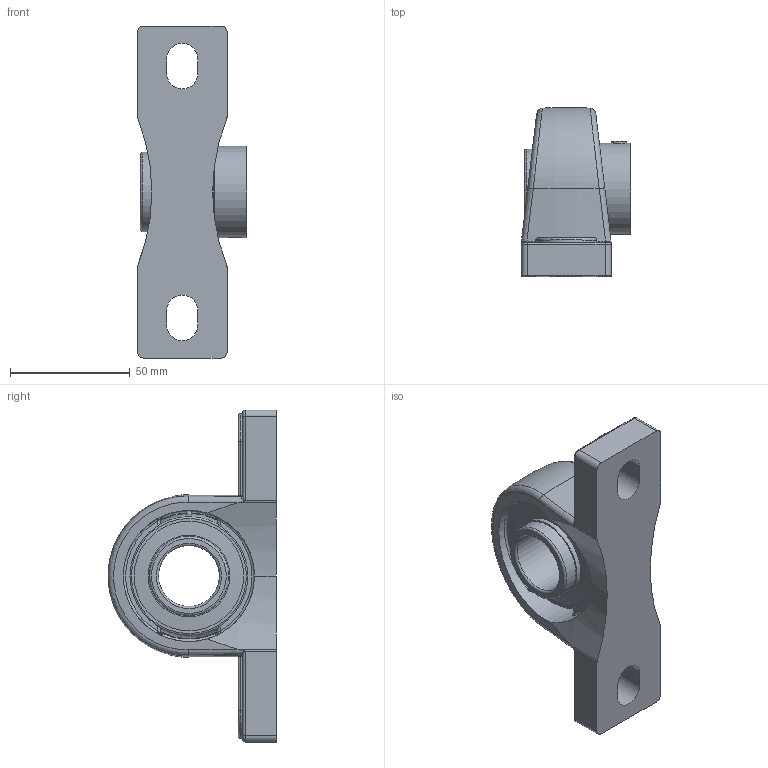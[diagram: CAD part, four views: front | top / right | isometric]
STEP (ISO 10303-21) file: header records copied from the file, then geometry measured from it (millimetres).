
FILE_DESCRIPTION(('HOOPS Exchange Step'),'2;1');
FILE_NAME('export-D16CF0AD-CDB0-483B-9606-86A7C4828EDB.stp','2020-05-21T07:26:21-07:00',('dkerr'),('Alibre'),'HOOPS Exchange 2020.0','Alibre','Unknown authorisation');
FILE_SCHEMA( ('AP242_MANAGED_MODEL_BASED_3D_ENGINEERING_MIM_LF {1 0 10303 442 1 1 4 }') );
Length unit declared in the file: inch
Products named in the file (8): MRN SPM 205 L4L; SHC 205 (Ball Bearings); SHC 205 (Setscrew); SHC 205-16 L4L (1.000inch) (Race); SHC 205 (Shield); SHC 205-16 (Collar); MRN SHC 205-16 L4L (1.000inch); MRN SHCSPM 205-11 L4L (1.000inch)
Assembly tree (7 placements, depth 3):
  MRN SHCSPM 205-11 L4L (1.000inch)
    MRN SPM 205 L4L
    MRN SHC 205-16 L4L (1.000inch)
      SHC 205 (Ball Bearings)
      SHC 205 (Setscrew)
      SHC 205-16 L4L (1.000inch) (Race)
      SHC 205 (Shield)
      SHC 205-16 (Collar)
Bounding box: 45.65 x 70.4 x 138.5 mm (x, y, z)
Volume: 122763.3 mm3; surface area: 48088.1 mm2
Topology: 16 solids, 16 shells, 188 faces, 501 edges, 323 vertices
Faces by surface type: cylinder 65, plane 53, torus 24, bspline 18, sphere 16, cone 12
Full cylindrical faces by diameter (mm): 6.35 x3, 25.4 x2, 30.683 x2, 33.02 x4, 34.036 x2, 38.1 x1, 44.45 x2, 45.72 x4, 54.712 x2, 60.25 x1
Entity records: 12668 total; most frequent: CARTESIAN_POINT 7819, DIRECTION 1015, ORIENTED_EDGE 948, EDGE_CURVE 474, AXIS2_PLACEMENT_3D 433, VERTEX_POINT 323, CIRCLE 224, EDGE_LOOP 211
